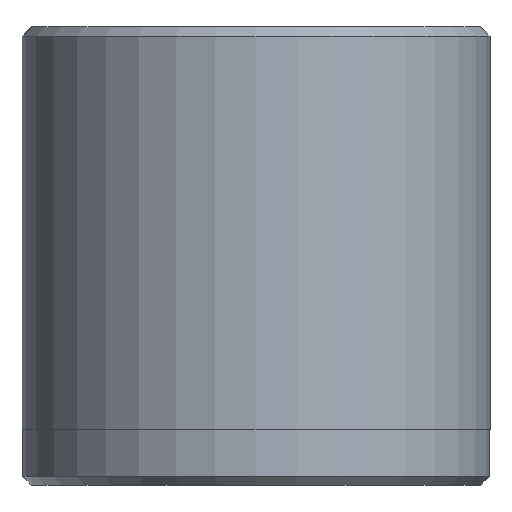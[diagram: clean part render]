
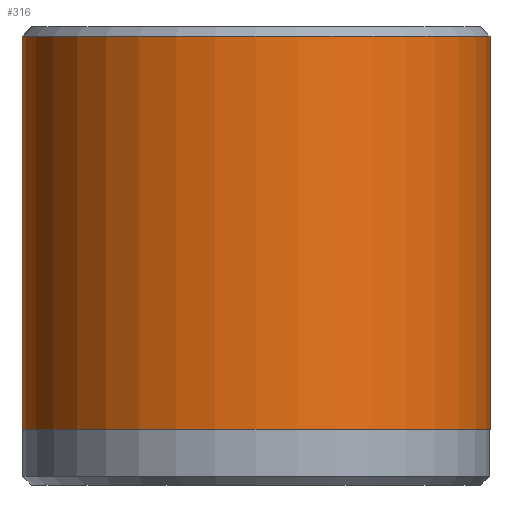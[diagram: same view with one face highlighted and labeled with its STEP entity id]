
A CAD part, front view. The second image highlights one B-rep face of the part: STEP entity #316.
In plain terms, the highlighted cylindrical face has radius 12.5 mm (diameter 25 mm), a partial arc.
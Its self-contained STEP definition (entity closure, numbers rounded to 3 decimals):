
#77 = DIRECTION ( 'NONE',  ( 0., 0., -1. ) ) ;
#111 = EDGE_CURVE ( 'NONE', #360, #906, #1123, .T. ) ;
#256 = FACE_OUTER_BOUND ( 'NONE', #438, .T. ) ;
#316 = ADVANCED_FACE ( 'NONE', ( #256 ), #1209, .T. ) ;
#326 = AXIS2_PLACEMENT_3D ( 'NONE', #1254, #1491, #1012 ) ;
#360 = VERTEX_POINT ( 'NONE', #654 ) ;
#418 = EDGE_CURVE ( 'NONE', #906, #1092, #518, .T. ) ;
#419 = CARTESIAN_POINT ( 'NONE',  ( 0., 0., 3. ) ) ;
#430 = VERTEX_POINT ( 'NONE', #1048 ) ;
#438 = EDGE_LOOP ( 'NONE', ( #1042, #1189, #933, #1501 ) ) ;
#483 = CARTESIAN_POINT ( 'NONE',  ( 12.5, 0., 24.5 ) ) ;
#492 = EDGE_CURVE ( 'NONE', #360, #430, #1547, .T. ) ;
#506 = AXIS2_PLACEMENT_3D ( 'NONE', #419, #1291, #541 ) ;
#518 = CIRCLE ( 'NONE', #506, 12.5 ) ;
#541 = DIRECTION ( 'NONE',  ( -1., 0., 0. ) ) ;
#558 = CARTESIAN_POINT ( 'NONE',  ( 0., 0., 24. ) ) ;
#615 = VECTOR ( 'NONE', #77, 1000. ) ;
#654 = CARTESIAN_POINT ( 'NONE',  ( 12.5, 0., 24. ) ) ;
#693 = DIRECTION ( 'NONE',  ( 1., 0., 0. ) ) ;
#758 = VECTOR ( 'NONE', #1471, 1000. ) ;
#906 = VERTEX_POINT ( 'NONE', #1441 ) ;
#933 = ORIENTED_EDGE ( 'NONE', *, *, #1485, .T. ) ;
#952 = LINE ( 'NONE', #1068, #615 ) ;
#1012 = DIRECTION ( 'NONE',  ( -1., 0., 0. ) ) ;
#1042 = ORIENTED_EDGE ( 'NONE', *, *, #111, .F. ) ;
#1048 = CARTESIAN_POINT ( 'NONE',  ( -12.5, 0., 24. ) ) ;
#1068 = CARTESIAN_POINT ( 'NONE',  ( -12.5, 0., 24.5 ) ) ;
#1092 = VERTEX_POINT ( 'NONE', #1252 ) ;
#1123 = LINE ( 'NONE', #483, #758 ) ;
#1189 = ORIENTED_EDGE ( 'NONE', *, *, #492, .T. ) ;
#1209 = CYLINDRICAL_SURFACE ( 'NONE', #326, 12.5 ) ;
#1252 = CARTESIAN_POINT ( 'NONE',  ( -12.5, 0., 3. ) ) ;
#1254 = CARTESIAN_POINT ( 'NONE',  ( 0., 0., 24.5 ) ) ;
#1291 = DIRECTION ( 'NONE',  ( 0., 0., -1. ) ) ;
#1338 = AXIS2_PLACEMENT_3D ( 'NONE', #558, #1425, #693 ) ;
#1425 = DIRECTION ( 'NONE',  ( 0., 0., -1. ) ) ;
#1441 = CARTESIAN_POINT ( 'NONE',  ( 12.5, 0., 3. ) ) ;
#1471 = DIRECTION ( 'NONE',  ( 0., 0., -1. ) ) ;
#1485 = EDGE_CURVE ( 'NONE', #430, #1092, #952, .T. ) ;
#1491 = DIRECTION ( 'NONE',  ( 0., 0., -1. ) ) ;
#1501 = ORIENTED_EDGE ( 'NONE', *, *, #418, .F. ) ;
#1547 = CIRCLE ( 'NONE', #1338, 12.5 ) ;
